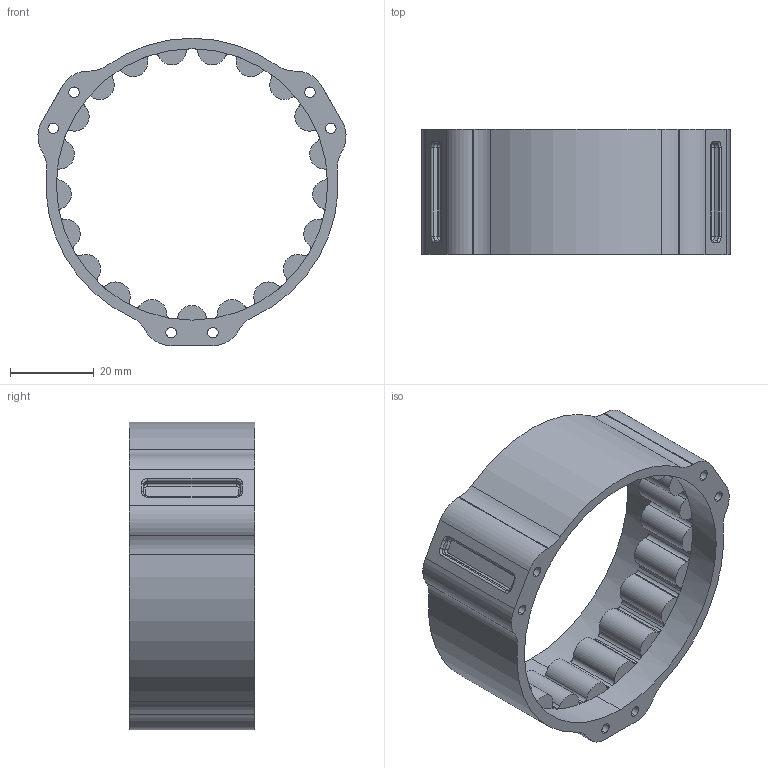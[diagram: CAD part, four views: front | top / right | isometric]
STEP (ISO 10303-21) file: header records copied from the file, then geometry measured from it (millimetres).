
FILE_DESCRIPTION (( 'STEP AP214' ), '1' );
FILE_NAME ('cycloidal_drive_outer_housing.STEP', '2025-01-20T17:35:06', ( '' ), ( '' ), 'SwSTEP 2.0', 'SolidWorks 2021', '' );
FILE_SCHEMA (( 'AUTOMOTIVE_DESIGN' ));
Length unit declared in the file: millimetre
Products named in the file (1): cycloidal_drive_outer_housing
Bounding box: 73.77 x 30 x 73.64 mm (x, y, z)
Volume: 27720.3 mm3; surface area: 17950.8 mm2
Topology: 1 solids, 1 shells, 235 faces, 582 edges, 372 vertices
Faces by surface type: cylinder 149, plane 62, torus 24
Entity records: 7180 total; most frequent: DIRECTION 1420, CARTESIAN_POINT 1190, ORIENTED_EDGE 1164, AXIS2_PLACEMENT_3D 602, EDGE_CURVE 582, VERTEX_POINT 372, CIRCLE 366, EDGE_LOOP 272
